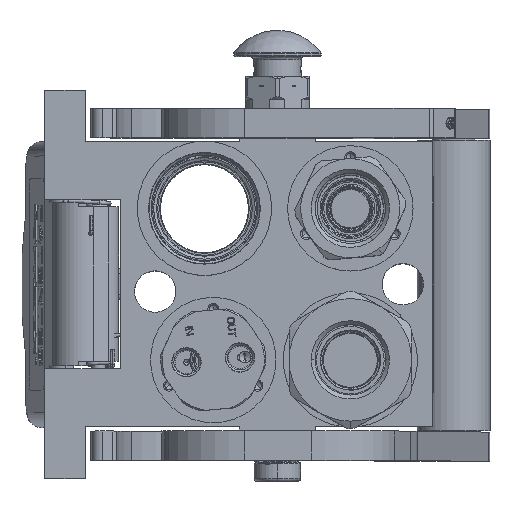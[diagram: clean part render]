
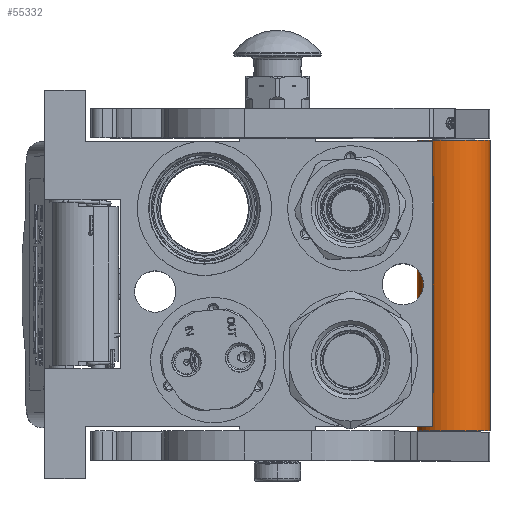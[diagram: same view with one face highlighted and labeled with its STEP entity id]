
A CAD part, top view. The second image highlights one B-rep face of the part: STEP entity #55332.
In plain terms, the highlighted cylindrical face has radius 12.5 mm (diameter 25 mm), a partial arc.
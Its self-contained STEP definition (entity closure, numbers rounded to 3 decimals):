
#3738 = DIRECTION ( 'NONE',  ( 0., 1., 0. ) ) ;
#17149 = CARTESIAN_POINT ( 'NONE',  ( 5.25, 0., 0. ) ) ;
#18467 = CIRCLE ( 'NONE', #126022, 12.5 ) ;
#19650 = CARTESIAN_POINT ( 'NONE',  ( 5.25, 12.5, 0. ) ) ;
#20235 = AXIS2_PLACEMENT_3D ( 'NONE', #39883, #76940, #26005 ) ;
#21288 = CIRCLE ( 'NONE', #101869, 12.5 ) ;
#24859 = ORIENTED_EDGE ( 'NONE', *, *, #68807, .T. ) ;
#26005 = DIRECTION ( 'NONE',  ( 0., -1., 0. ) ) ;
#26264 = VERTEX_POINT ( 'NONE', #49444 ) ;
#27592 = DIRECTION ( 'NONE',  ( -1., 0., 0. ) ) ;
#27893 = DIRECTION ( 'NONE',  ( -1., 0., 0. ) ) ;
#28984 = VECTOR ( 'NONE', #107161, 1000. ) ;
#31427 = EDGE_CURVE ( 'NONE', #146891, #81158, #18467, .T. ) ;
#37979 = EDGE_CURVE ( 'NONE', #26264, #151926, #21288, .T. ) ;
#39883 = CARTESIAN_POINT ( 'NONE',  ( 0., 0., 0. ) ) ;
#39898 = CARTESIAN_POINT ( 'NONE',  ( 5.25, -12.5, 0. ) ) ;
#49444 = CARTESIAN_POINT ( 'NONE',  ( 5.25, 12.5, 0. ) ) ;
#55332 = ADVANCED_FACE ( 'NONE', ( #87285 ), #98920, .T. ) ;
#55387 = DIRECTION ( 'NONE',  ( 0., 1., 0. ) ) ;
#61303 = CARTESIAN_POINT ( 'NONE',  ( 5.25, -12.5, 0. ) ) ;
#68240 = CARTESIAN_POINT ( 'NONE',  ( -94.25, 0., 0. ) ) ;
#68807 = EDGE_CURVE ( 'NONE', #151926, #81158, #104682, .T. ) ;
#76940 = DIRECTION ( 'NONE',  ( -1., 0., 0. ) ) ;
#81158 = VERTEX_POINT ( 'NONE', #84522 ) ;
#84522 = CARTESIAN_POINT ( 'NONE',  ( -94.25, -12.5, 0. ) ) ;
#87285 = FACE_OUTER_BOUND ( 'NONE', #145654, .T. ) ;
#98859 = VECTOR ( 'NONE', #27592, 1000. ) ;
#98920 = CYLINDRICAL_SURFACE ( 'NONE', #20235, 12.5 ) ;
#101869 = AXIS2_PLACEMENT_3D ( 'NONE', #17149, #27893, #3738 ) ;
#104682 = LINE ( 'NONE', #39898, #98859 ) ;
#107161 = DIRECTION ( 'NONE',  ( -1., 0., 0. ) ) ;
#109123 = ORIENTED_EDGE ( 'NONE', *, *, #157303, .F. ) ;
#119959 = ORIENTED_EDGE ( 'NONE', *, *, #31427, .F. ) ;
#126022 = AXIS2_PLACEMENT_3D ( 'NONE', #68240, #129143, #55387 ) ;
#129143 = DIRECTION ( 'NONE',  ( -1., 0., 0. ) ) ;
#129165 = LINE ( 'NONE', #19650, #28984 ) ;
#143994 = ORIENTED_EDGE ( 'NONE', *, *, #37979, .T. ) ;
#145654 = EDGE_LOOP ( 'NONE', ( #143994, #24859, #119959, #109123 ) ) ;
#146891 = VERTEX_POINT ( 'NONE', #155624 ) ;
#151926 = VERTEX_POINT ( 'NONE', #61303 ) ;
#155624 = CARTESIAN_POINT ( 'NONE',  ( -94.25, 12.5, 0. ) ) ;
#157303 = EDGE_CURVE ( 'NONE', #26264, #146891, #129165, .T. ) ;
